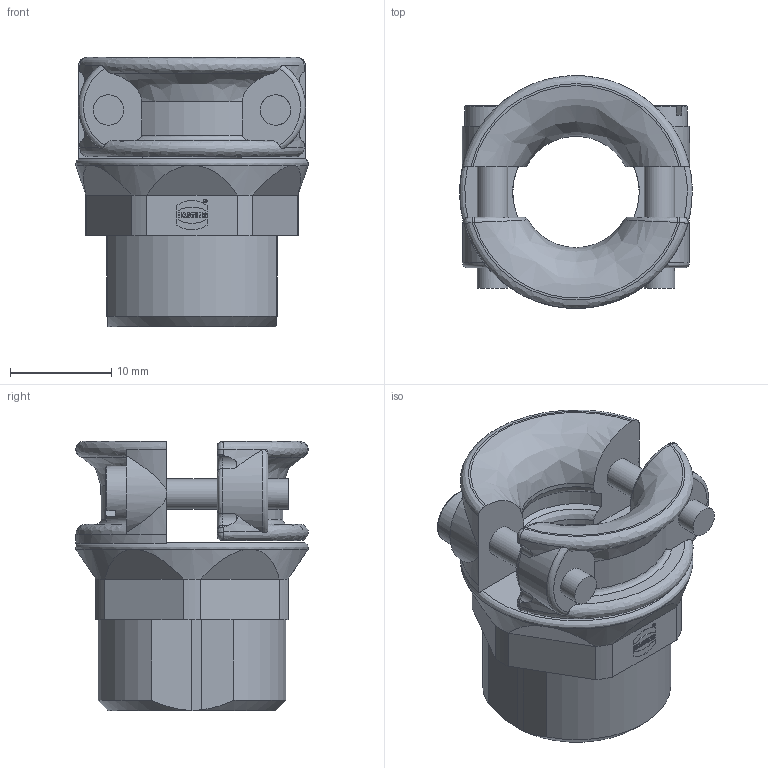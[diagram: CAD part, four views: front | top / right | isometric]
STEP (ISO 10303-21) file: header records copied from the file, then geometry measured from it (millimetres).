
FILE_DESCRIPTION(/* description */ (''),/* implementation_level */ '2;1');
FILE_NAME(/* name */ '100577844ugm000_a.stp',/* time_stamp */ '2014-05-16T11:35:32+02:00',/* author */ (''),/* organization */ (''),/* preprocessor_version */ 'ST-DEVELOPER v15',/* originating_system */ 'SIEMENS PLM Software NX 8.5',/* authorisation */ '');
FILE_SCHEMA (('AUTOMOTIVE_DESIGN { 1 0 10303 214 3 1 1 1 }'));
Length unit declared in the file: millimetre
Products named in the file (1): 100577844ugm000_a
Bounding box: 22.99 x 23 x 26.6 mm (x, y, z)
Volume: 4928.6 mm3; surface area: 3775 mm2
Topology: 1 solids, 1 shells, 264 faces, 766 edges, 609 vertices
Faces by surface type: plane 139, cylinder 57, bspline 54, cone 12, extrusion 2
Full cylindrical faces by diameter (mm): 0.33 x1, 0.39 x1, 3 x4, 5.5 x2, 12.5 x1
Entity records: 12468 total; most frequent: CARTESIAN_POINT 3924, ORIENTED_EDGE 1326, DIRECTION 1188, EDGE_CURVE 663, VERTEX_POINT 430, VECTOR 406, LINE 404, AXIS2_PLACEMENT_3D 391
